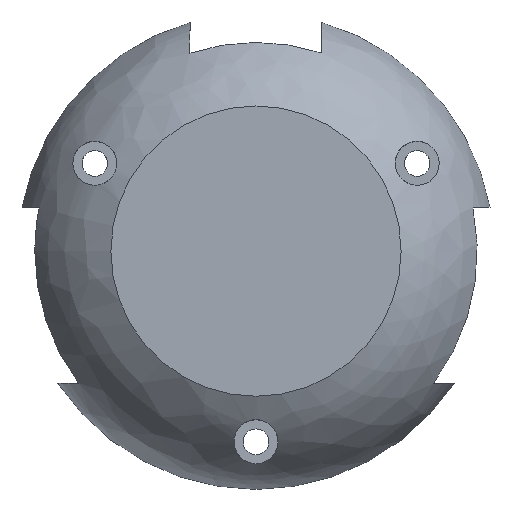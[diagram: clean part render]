
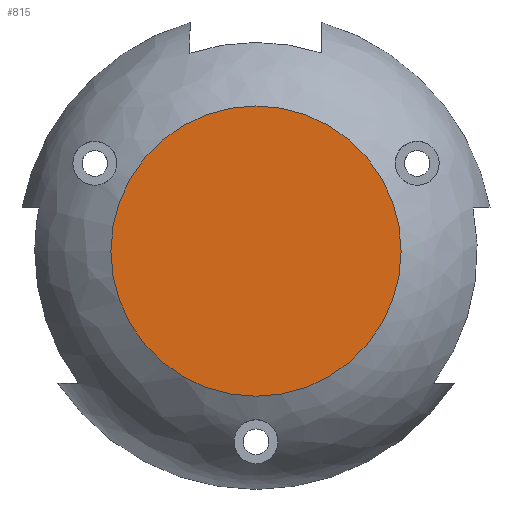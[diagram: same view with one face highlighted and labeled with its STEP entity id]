
A CAD part, top view. The second image highlights one B-rep face of the part: STEP entity #815.
In plain terms, the highlighted planar face has unit normal (0, 0, 1).
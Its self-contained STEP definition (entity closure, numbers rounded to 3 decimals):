
#218=FACE_OUTER_BOUND('',#266,.T.);
#266=EDGE_LOOP('',(#539));
#325=CIRCLE('',#878,19.81);
#344=VERTEX_POINT('',#1164);
#421=EDGE_CURVE('',#344,#344,#325,.T.);
#539=ORIENTED_EDGE('',*,*,#421,.F.);
#775=PLANE('',#877);
#815=ADVANCED_FACE('',(#218),#775,.F.);
#877=AXIS2_PLACEMENT_3D('',#1163,#945,#946);
#878=AXIS2_PLACEMENT_3D('',#1165,#947,#948);
#945=DIRECTION('center_axis',(0.,0.,-1.));
#946=DIRECTION('ref_axis',(-1.,0.,0.));
#947=DIRECTION('center_axis',(0.,0.,-1.));
#948=DIRECTION('ref_axis',(1.,0.,0.));
#1163=CARTESIAN_POINT('Origin',(0.,-0.634,22.5));
#1164=CARTESIAN_POINT('',(-19.81,0.,22.5));
#1165=CARTESIAN_POINT('Origin',(0.,0.,22.5));
